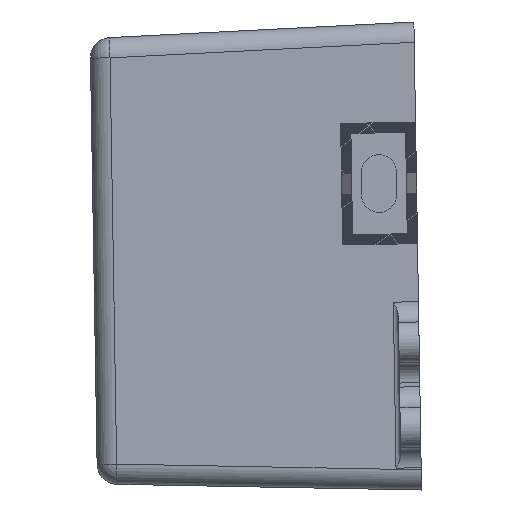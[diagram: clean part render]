
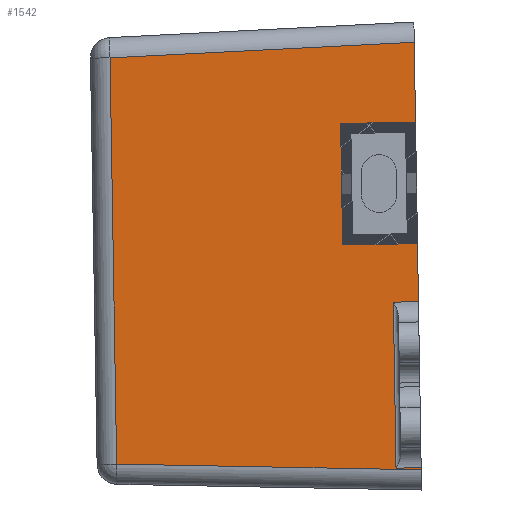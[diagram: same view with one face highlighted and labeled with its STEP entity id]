
A CAD part, left-side view. The second image highlights one B-rep face of the part: STEP entity #1542.
In plain terms, the highlighted face is planar.
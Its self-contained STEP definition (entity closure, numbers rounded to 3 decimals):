
#133=CARTESIAN_POINT('',(51.117,-24.9,21.119));
#135=DIRECTION('',(0.,0.,-1.));
#136=VECTOR('',#135,0.203);
#137=CARTESIAN_POINT('',(51.117,-24.9,21.119));
#138=LINE('',#137,#136);
#197=CARTESIAN_POINT('',(51.117,-24.9,4.516));
#321=DIRECTION('',(-0.035,0.999,0.));
#322=VECTOR('',#321,6.104);
#323=CARTESIAN_POINT('',(51.1,-24.4,-2.767));
#324=LINE('',#323,#322);
#353=CARTESIAN_POINT('',(51.117,-24.9,-12.167));
#354=CARTESIAN_POINT('',(51.117,-24.9,-12.001));
#355=CARTESIAN_POINT('',(51.113,-24.774,-11.794));
#356=CARTESIAN_POINT('',(51.106,-24.567,-11.667));
#357=CARTESIAN_POINT('',(51.1,-24.4,-11.667));
#359=DIRECTION('',(0.,0.,1.));
#360=VECTOR('',#359,8.9);
#361=CARTESIAN_POINT('',(50.887,-18.3,-11.667));
#362=LINE('',#361,#360);
#363=CARTESIAN_POINT('',(51.1,-24.4,-2.767));
#364=CARTESIAN_POINT('',(51.106,-24.567,-2.767));
#365=CARTESIAN_POINT('',(51.113,-24.774,-2.641));
#366=CARTESIAN_POINT('',(51.117,-24.9,-2.434));
#367=CARTESIAN_POINT('',(51.117,-24.9,-2.267));
#369=DIRECTION('',(0.,0.,1.));
#370=VECTOR('',#369,6.784);
#371=CARTESIAN_POINT('',(51.117,-24.9,-2.267));
#372=LINE('',#371,#370);
#373=DIRECTION('',(-0.035,0.999,-0.035));
#374=VECTOR('',#373,30.106);
#375=CARTESIAN_POINT('',(51.117,-24.9,21.119));
#376=LINE('',#375,#374);
#377=DIRECTION('',(0.035,-0.999,-0.035));
#378=VECTOR('',#377,30.106);
#379=CARTESIAN_POINT('',(50.067,5.17,-20.069));
#380=LINE('',#379,#378);
#381=DIRECTION('',(0.,0.,1.));
#382=VECTOR('',#381,8.951);
#383=CARTESIAN_POINT('',(51.117,-24.9,-21.119));
#384=LINE('',#383,#382);
#389=DIRECTION('',(0.035,-0.999,0.));
#390=VECTOR('',#389,6.104);
#391=CARTESIAN_POINT('',(50.887,-18.3,-11.667));
#392=LINE('',#391,#390);
#403=DIRECTION('',(0.035,-0.999,0.));
#404=VECTOR('',#403,2.484);
#405=CARTESIAN_POINT('',(51.031,-22.417,4.516));
#406=LINE('',#405,#404);
#473=DIRECTION('',(0.,0.,-1.));
#474=VECTOR('',#473,16.4);
#475=CARTESIAN_POINT('',(51.031,-22.417,20.916));
#476=LINE('',#475,#474);
#477=DIRECTION('',(-0.035,0.999,0.));
#478=VECTOR('',#477,2.484);
#479=CARTESIAN_POINT('',(51.117,-24.9,20.916));
#480=LINE('',#479,#478);
#720=DIRECTION('',(0.,0.,1.));
#721=VECTOR('',#720,40.137);
#722=CARTESIAN_POINT('',(50.067,5.17,-20.069));
#723=LINE('',#722,#721);
#965=VERTEX_POINT('',#133);
#966=CARTESIAN_POINT('',(51.117,-24.9,20.916));
#967=VERTEX_POINT('',#966);
#987=VERTEX_POINT('',#197);
#988=CARTESIAN_POINT('',(51.117,-24.9,-2.267));
#989=VERTEX_POINT('',#988);
#998=CARTESIAN_POINT('',(51.117,-24.9,-12.167));
#999=VERTEX_POINT('',#998);
#1000=CARTESIAN_POINT('',(51.117,-24.9,
-21.119));
#1001=VERTEX_POINT('',#1000);
#1039=CARTESIAN_POINT('',(51.1,-24.4,-11.667));
#1040=VERTEX_POINT('',#1039);
#1046=CARTESIAN_POINT('',(50.887,-18.3,-2.767));
#1047=VERTEX_POINT('',#1046);
#1048=CARTESIAN_POINT('',(50.887,-18.3,-11.667));
#1049=VERTEX_POINT('',#1048);
#1050=CARTESIAN_POINT('',(51.1,-24.4,-2.767));
#1051=VERTEX_POINT('',#1050);
#1052=CARTESIAN_POINT('',(51.031,-22.417,4.516));
#1053=VERTEX_POINT('',#1052);
#1054=CARTESIAN_POINT('',(51.031,-22.417,20.916));
#1055=VERTEX_POINT('',#1054);
#1056=CARTESIAN_POINT('',(50.067,5.17,20.069));
#1057=VERTEX_POINT('',#1056);
#1058=CARTESIAN_POINT('',(50.067,5.17,-20.069));
#1059=VERTEX_POINT('',#1058);
#1513=CARTESIAN_POINT('',(50.592,-9.865,0.));
#1514=DIRECTION('',(0.999,0.035,0.));
#1515=DIRECTION('',(0.,0.,-1.));
#1516=AXIS2_PLACEMENT_3D('',#1513,#1514,#1515);
#1517=PLANE('',#1516);
#1518=ORIENTED_EDGE('',*,*,#1431,.T.);
#1520=ORIENTED_EDGE('',*,*,#1519,.F.);
#1521=ORIENTED_EDGE('',*,*,#1465,.T.);
#1522=ORIENTED_EDGE('',*,*,#1480,.F.);
#1523=ORIENTED_EDGE('',*,*,#1495,.T.);
#1524=ORIENTED_EDGE('',*,*,#1310,.T.);
#1526=ORIENTED_EDGE('',*,*,#1525,.F.);
#1528=ORIENTED_EDGE('',*,*,#1527,.F.);
#1530=ORIENTED_EDGE('',*,*,#1529,.F.);
#1531=ORIENTED_EDGE('',*,*,#1286,.F.);
#1533=ORIENTED_EDGE('',*,*,#1532,.T.);
#1535=ORIENTED_EDGE('',*,*,#1534,.F.);
#1537=ORIENTED_EDGE('',*,*,#1536,.T.);
#1539=ORIENTED_EDGE('',*,*,#1538,.T.);
#1540=EDGE_LOOP('',(#1518,#1520,#1521,#1522,#1523,#1524,#1526,#1528,#1530,#1531,
#1533,#1535,#1537,#1539));
#1541=FACE_OUTER_BOUND('',#1540,.F.);
#1542=ADVANCED_FACE('',(#1541),#1517,.T.);
#358=B_SPLINE_CURVE_WITH_KNOTS('',3,(#353,#354,#355,#356,#357),.UNSPECIFIED.,
.F.,.F.,(4,1,4),(0.,0.5,1.),.UNSPECIFIED.);
#368=B_SPLINE_CURVE_WITH_KNOTS('',3,(#363,#364,#365,#366,#367),.UNSPECIFIED.,
.F.,.F.,(4,1,4),(0.,0.5,1.),.UNSPECIFIED.);
#1286=EDGE_CURVE('',#965,#967,#138,.T.);
#1310=EDGE_CURVE('',#989,#987,#372,.T.);
#1431=EDGE_CURVE('',#999,#1040,#358,.T.);
#1465=EDGE_CURVE('',#1049,#1047,#362,.T.);
#1480=EDGE_CURVE('',#1051,#1047,#324,.T.);
#1495=EDGE_CURVE('',#1051,#989,#368,.T.);
#1519=EDGE_CURVE('',#1049,#1040,#392,.T.);
#1525=EDGE_CURVE('',#1053,#987,#406,.T.);
#1527=EDGE_CURVE('',#1055,#1053,#476,.T.);
#1529=EDGE_CURVE('',#967,#1055,#480,.T.);
#1532=EDGE_CURVE('',#965,#1057,#376,.T.);
#1534=EDGE_CURVE('',#1059,#1057,#723,.T.);
#1536=EDGE_CURVE('',#1059,#1001,#380,.T.);
#1538=EDGE_CURVE('',#1001,#999,#384,.T.);
